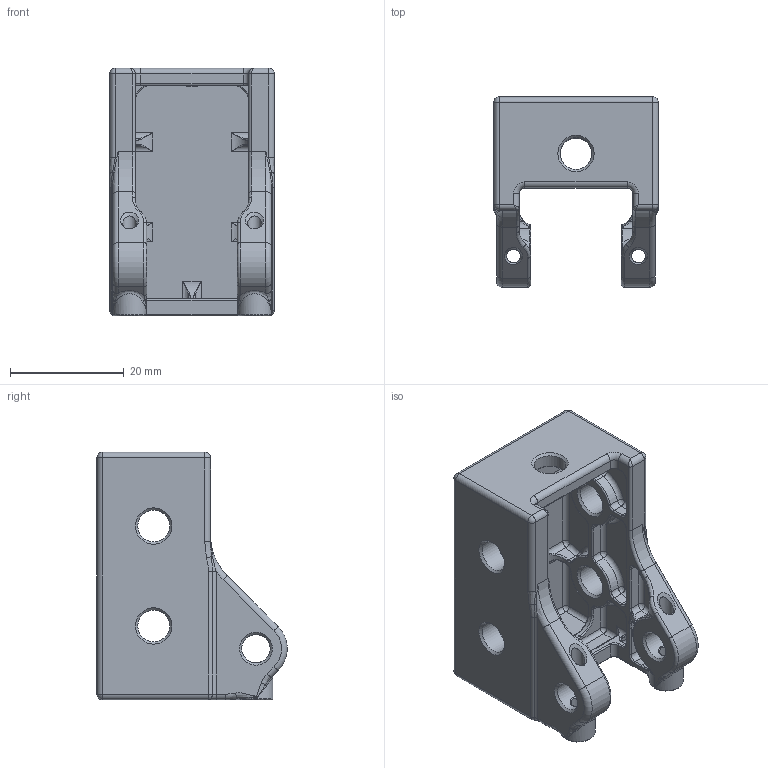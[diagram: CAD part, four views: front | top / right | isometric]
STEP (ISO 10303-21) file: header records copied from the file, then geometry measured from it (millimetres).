
FILE_DESCRIPTION(/* description */ (''),/* implementation_level */ '2;1');
FILE_NAME(/* name */ 'MP_DooKi3_SLM_Z_Idler_Rear_V5.step',/* time_stamp */ '2024-09-12T11:03:06-04:00',/* author */ (''),/* organization */ (''),/* preprocessor_version */ 'ST-DEVELOPER v20',/* originating_system */ 'Autodesk Translation Framework v13.14.0.145',/* authorisation */ '');
FILE_SCHEMA (('AUTOMOTIVE_DESIGN { 1 0 10303 214 3 1 1 }'));
Length unit declared in the file: millimetre
Products named in the file (1): MP_DooKi3_SLM_Z_Idler_Rear_V5
Bounding box: 29 x 33.48 x 43.6 mm (x, y, z)
Volume: 8326.3 mm3; surface area: 10221.4 mm2
Topology: 1 solids, 1 shells, 950 faces, 2236 edges, 1254 vertices
Faces by surface type: cylinder 364, bspline 232, torus 180, plane 108, sphere 44, cone 22
Full cylindrical faces by diameter (mm): 2.4 x4, 5 x2, 5.6 x6
Entity records: 33886 total; most frequent: CARTESIAN_POINT 12747, DIRECTION 4620, ORIENTED_EDGE 4400, EDGE_CURVE 2200, AXIS2_PLACEMENT_3D 1967, VERTEX_POINT 1254, CIRCLE 1204, EDGE_LOOP 976
